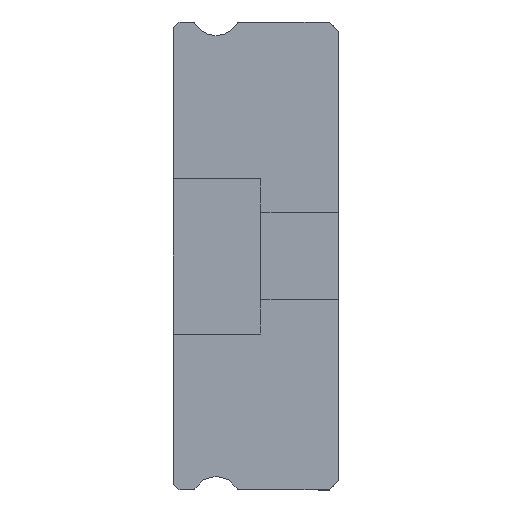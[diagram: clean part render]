
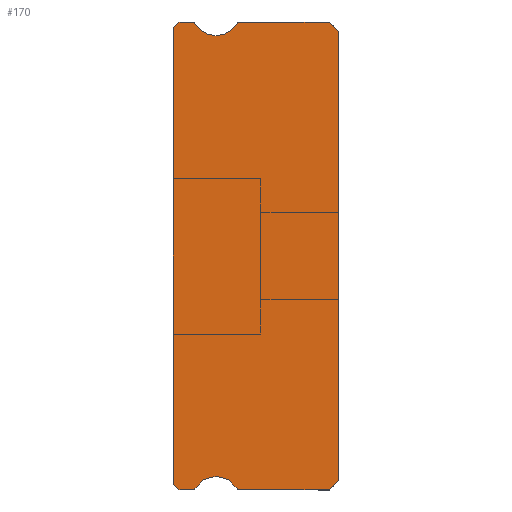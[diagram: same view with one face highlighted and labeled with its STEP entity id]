
A CAD part, left-side view. The second image highlights one B-rep face of the part: STEP entity #170.
In plain terms, the highlighted planar face has unit normal (-1, 0, 0).
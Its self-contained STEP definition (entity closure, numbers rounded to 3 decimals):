
#19 = CARTESIAN_POINT ( 'NONE',  ( -5., 6.3, 12.55 ) ) ;
#65 = DIRECTION ( 'NONE',  ( 1., 0., 0. ) ) ;
#98 = CIRCLE ( 'NONE', #3005, 0.15 ) ;
#170 = ADVANCED_FACE ( 'NONE', ( #443 ), #7540, .F. ) ;
#190 = CARTESIAN_POINT ( 'NONE',  ( -5., 7.512, -12. ) ) ;
#356 = EDGE_CURVE ( 'NONE', #4113, #6433, #7168, .T. ) ;
#371 = LINE ( 'NONE', #6036, #8884 ) ;
#429 = CARTESIAN_POINT ( 'NONE',  ( -5., 6.3, -12.55 ) ) ;
#442 = EDGE_LOOP ( 'NONE', ( #7020, #7302, #7350, #1683, #5539, #549, #2656, #8535, #2699, #7919, #3773, #2845, #5425, #8727, #2294, #6708, #7471 ) ) ;
#443 = FACE_OUTER_BOUND ( 'NONE', #442, .T. ) ;
#507 = CARTESIAN_POINT ( 'NONE',  ( -5., 0., -11.5 ) ) ;
#512 = EDGE_CURVE ( 'NONE', #8631, #8776, #3013, .T. ) ;
#517 = DIRECTION ( 'NONE',  ( -1., 0., 0. ) ) ;
#538 = CARTESIAN_POINT ( 'NONE',  ( -5., 7.383, 11.925 ) ) ;
#549 = ORIENTED_EDGE ( 'NONE', *, *, #8290, .F. ) ;
#611 = CARTESIAN_POINT ( 'NONE',  ( -5., 0., 11.5 ) ) ;
#632 = LINE ( 'NONE', #9010, #7688 ) ;
#690 = EDGE_CURVE ( 'NONE', #1012, #2483, #6268, .T. ) ;
#760 = VECTOR ( 'NONE', #1611, 1000. ) ;
#779 = CIRCLE ( 'NONE', #3255, 0.15 ) ;
#864 = VERTEX_POINT ( 'NONE', #6409 ) ;
#986 = EDGE_CURVE ( 'NONE', #1012, #864, #6079, .T. ) ;
#998 = AXIS2_PLACEMENT_3D ( 'NONE', #1108, #3880, #6596 ) ;
#1007 = EDGE_CURVE ( 'NONE', #6433, #3543, #371, .T. ) ;
#1012 = VERTEX_POINT ( 'NONE', #3135 ) ;
#1028 = CARTESIAN_POINT ( 'NONE',  ( -5., 8.2, -12. ) ) ;
#1037 = VERTEX_POINT ( 'NONE', #8983 ) ;
#1090 = EDGE_CURVE ( 'NONE', #7674, #5054, #98, .T. ) ;
#1108 = CARTESIAN_POINT ( 'NONE',  ( -5., 6.3, 12.55 ) ) ;
#1295 = DIRECTION ( 'NONE',  ( 0., 0., -1. ) ) ;
#1311 = AXIS2_PLACEMENT_3D ( 'NONE', #7585, #1313, #6018 ) ;
#1313 = DIRECTION ( 'NONE',  ( 1., 0., 0. ) ) ;
#1338 = CARTESIAN_POINT ( 'NONE',  ( -5., 5.088, 11.85 ) ) ;
#1497 = CARTESIAN_POINT ( 'NONE',  ( -5., 7.512, 11.85 ) ) ;
#1611 = DIRECTION ( 'NONE',  ( 0., 1., 0. ) ) ;
#1683 = ORIENTED_EDGE ( 'NONE', *, *, #7269, .F. ) ;
#1755 = CARTESIAN_POINT ( 'NONE',  ( -5., 7.512, 12. ) ) ;
#1797 = DIRECTION ( 'NONE',  ( 0., 0.707, -0.707 ) ) ;
#1845 = DIRECTION ( 'NONE',  ( 0., 0., -1. ) ) ;
#1856 = CARTESIAN_POINT ( 'NONE',  ( -5., 5.217, 11.925 ) ) ;
#1979 = LINE ( 'NONE', #6873, #3015 ) ;
#2076 = VECTOR ( 'NONE', #5561, 1000. ) ;
#2109 = DIRECTION ( 'NONE',  ( 0., 0., 1. ) ) ;
#2294 = ORIENTED_EDGE ( 'NONE', *, *, #3779, .F. ) ;
#2410 = VERTEX_POINT ( 'NONE', #538 ) ;
#2483 = VERTEX_POINT ( 'NONE', #3353 ) ;
#2605 = CARTESIAN_POINT ( 'NONE',  ( -5., 8.2, 12. ) ) ;
#2656 = ORIENTED_EDGE ( 'NONE', *, *, #4309, .F. ) ;
#2683 = CARTESIAN_POINT ( 'NONE',  ( -5., 5.088, -11.85 ) ) ;
#2699 = ORIENTED_EDGE ( 'NONE', *, *, #690, .T. ) ;
#2820 = DIRECTION ( 'NONE',  ( 0., 0., 1. ) ) ;
#2845 = ORIENTED_EDGE ( 'NONE', *, *, #1090, .F. ) ;
#3000 = EDGE_CURVE ( 'NONE', #2410, #1037, #8900, .T. ) ;
#3005 = AXIS2_PLACEMENT_3D ( 'NONE', #1338, #6953, #7697 ) ;
#3013 = CIRCLE ( 'NONE', #8165, 1.25 ) ;
#3015 = VECTOR ( 'NONE', #8989, 1000. ) ;
#3135 = CARTESIAN_POINT ( 'NONE',  ( -5., 0., -11.5 ) ) ;
#3158 = EDGE_CURVE ( 'NONE', #1037, #7674, #8034, .T. ) ;
#3162 = CARTESIAN_POINT ( 'NONE',  ( -5., 7.512, 12. ) ) ;
#3255 = AXIS2_PLACEMENT_3D ( 'NONE', #6637, #4472, #3784 ) ;
#3353 = CARTESIAN_POINT ( 'NONE',  ( -5., 0., 11.5 ) ) ;
#3454 = CARTESIAN_POINT ( 'NONE',  ( -5., 8.5, 11.85 ) ) ;
#3543 = VERTEX_POINT ( 'NONE', #4285 ) ;
#3773 = ORIENTED_EDGE ( 'NONE', *, *, #8139, .F. ) ;
#3779 = EDGE_CURVE ( 'NONE', #5303, #2410, #8047, .T. ) ;
#3784 = DIRECTION ( 'NONE',  ( 0., 0., -1. ) ) ;
#3843 = LINE ( 'NONE', #1755, #6388 ) ;
#3871 = VERTEX_POINT ( 'NONE', #4270 ) ;
#3880 = DIRECTION ( 'NONE',  ( -1., 0., 0. ) ) ;
#4008 = DIRECTION ( 'NONE',  ( 0., 0., -1. ) ) ;
#4072 = VERTEX_POINT ( 'NONE', #2605 ) ;
#4074 = VERTEX_POINT ( 'NONE', #7356 ) ;
#4090 = CARTESIAN_POINT ( 'NONE',  ( -5., 8.2, -12. ) ) ;
#4113 = VERTEX_POINT ( 'NONE', #6700 ) ;
#4201 = VECTOR ( 'NONE', #2820, 1000. ) ;
#4270 = CARTESIAN_POINT ( 'NONE',  ( -5., 0.5, 12. ) ) ;
#4285 = CARTESIAN_POINT ( 'NONE',  ( -5., 7.512, -12. ) ) ;
#4309 = EDGE_CURVE ( 'NONE', #864, #4582, #7203, .T. ) ;
#4472 = DIRECTION ( 'NONE',  ( 1., 0., 0. ) ) ;
#4582 = VERTEX_POINT ( 'NONE', #6644 ) ;
#5054 = VERTEX_POINT ( 'NONE', #7509 ) ;
#5303 = VERTEX_POINT ( 'NONE', #3162 ) ;
#5344 = DIRECTION ( 'NONE',  ( 0., 1., 0. ) ) ;
#5425 = ORIENTED_EDGE ( 'NONE', *, *, #3158, .F. ) ;
#5495 = DIRECTION ( 'NONE',  ( 1., 0., 0. ) ) ;
#5539 = ORIENTED_EDGE ( 'NONE', *, *, #512, .F. ) ;
#5561 = DIRECTION ( 'NONE',  ( 0., -0.707, -0.707 ) ) ;
#5668 = VECTOR ( 'NONE', #2109, 1000. ) ;
#6018 = DIRECTION ( 'NONE',  ( 0., 0., -1. ) ) ;
#6036 = CARTESIAN_POINT ( 'NONE',  ( -5., 7.512, -12. ) ) ;
#6079 = LINE ( 'NONE', #507, #7710 ) ;
#6198 = CARTESIAN_POINT ( 'NONE',  ( -5., 7.383, -11.925 ) ) ;
#6268 = LINE ( 'NONE', #611, #4201 ) ;
#6338 = EDGE_CURVE ( 'NONE', #3871, #2483, #7502, .T. ) ;
#6370 = DIRECTION ( 'NONE',  ( -1., 0., 0. ) ) ;
#6388 = VECTOR ( 'NONE', #8763, 1000. ) ;
#6409 = CARTESIAN_POINT ( 'NONE',  ( -5., 0.5, -12. ) ) ;
#6433 = VERTEX_POINT ( 'NONE', #4090 ) ;
#6596 = DIRECTION ( 'NONE',  ( 0., 0., -1. ) ) ;
#6637 = CARTESIAN_POINT ( 'NONE',  ( -5., 7.512, -11.85 ) ) ;
#6644 = CARTESIAN_POINT ( 'NONE',  ( -5., 5.088, -12. ) ) ;
#6700 = CARTESIAN_POINT ( 'NONE',  ( -5., 8.5, -11.7 ) ) ;
#6708 = ORIENTED_EDGE ( 'NONE', *, *, #8721, .T. ) ;
#6873 = CARTESIAN_POINT ( 'NONE',  ( -5., 8.5, 11.7 ) ) ;
#6953 = DIRECTION ( 'NONE',  ( 1., 0., 0. ) ) ;
#6958 = LINE ( 'NONE', #3454, #5668 ) ;
#7020 = ORIENTED_EDGE ( 'NONE', *, *, #8429, .F. ) ;
#7168 = LINE ( 'NONE', #1028, #8027 ) ;
#7203 = LINE ( 'NONE', #190, #760 ) ;
#7269 = EDGE_CURVE ( 'NONE', #8776, #3543, #779, .T. ) ;
#7292 = AXIS2_PLACEMENT_3D ( 'NONE', #19, #6370, #7714 ) ;
#7302 = ORIENTED_EDGE ( 'NONE', *, *, #356, .T. ) ;
#7350 = ORIENTED_EDGE ( 'NONE', *, *, #1007, .T. ) ;
#7356 = CARTESIAN_POINT ( 'NONE',  ( -5., 8.5, 11.7 ) ) ;
#7471 = ORIENTED_EDGE ( 'NONE', *, *, #8283, .T. ) ;
#7502 = LINE ( 'NONE', #8921, #2076 ) ;
#7509 = CARTESIAN_POINT ( 'NONE',  ( -5., 5.088, 12. ) ) ;
#7518 = DIRECTION ( 'NONE',  ( 0., -1., 0. ) ) ;
#7540 = PLANE ( 'NONE',  #1311 ) ;
#7585 = CARTESIAN_POINT ( 'NONE',  ( -5., 7.512, 11.85 ) ) ;
#7674 = VERTEX_POINT ( 'NONE', #1856 ) ;
#7688 = VECTOR ( 'NONE', #5344, 1000. ) ;
#7697 = DIRECTION ( 'NONE',  ( 0., 0., -1. ) ) ;
#7710 = VECTOR ( 'NONE', #1797, 1000. ) ;
#7714 = DIRECTION ( 'NONE',  ( 0., 0., -1. ) ) ;
#7728 = AXIS2_PLACEMENT_3D ( 'NONE', #2683, #5495, #1845 ) ;
#7919 = ORIENTED_EDGE ( 'NONE', *, *, #6338, .F. ) ;
#8027 = VECTOR ( 'NONE', #8538, 1000. ) ;
#8034 = CIRCLE ( 'NONE', #998, 1.25 ) ;
#8047 = CIRCLE ( 'NONE', #9063, 0.15 ) ;
#8112 = CARTESIAN_POINT ( 'NONE',  ( -5., 5.217, -11.925 ) ) ;
#8139 = EDGE_CURVE ( 'NONE', #5054, #3871, #3843, .T. ) ;
#8165 = AXIS2_PLACEMENT_3D ( 'NONE', #429, #517, #1295 ) ;
#8283 = EDGE_CURVE ( 'NONE', #4072, #4074, #1979, .T. ) ;
#8290 = EDGE_CURVE ( 'NONE', #4582, #8631, #8457, .T. ) ;
#8429 = EDGE_CURVE ( 'NONE', #4113, #4074, #6958, .T. ) ;
#8457 = CIRCLE ( 'NONE', #7728, 0.15 ) ;
#8535 = ORIENTED_EDGE ( 'NONE', *, *, #986, .F. ) ;
#8538 = DIRECTION ( 'NONE',  ( 0., -0.707, -0.707 ) ) ;
#8631 = VERTEX_POINT ( 'NONE', #8112 ) ;
#8721 = EDGE_CURVE ( 'NONE', #5303, #4072, #632, .T. ) ;
#8727 = ORIENTED_EDGE ( 'NONE', *, *, #3000, .F. ) ;
#8763 = DIRECTION ( 'NONE',  ( 0., -1., 0. ) ) ;
#8776 = VERTEX_POINT ( 'NONE', #6198 ) ;
#8884 = VECTOR ( 'NONE', #7518, 1000. ) ;
#8900 = CIRCLE ( 'NONE', #7292, 1.25 ) ;
#8921 = CARTESIAN_POINT ( 'NONE',  ( -5., 0.5, 12. ) ) ;
#8983 = CARTESIAN_POINT ( 'NONE',  ( -5., 6.3, 11.3 ) ) ;
#8989 = DIRECTION ( 'NONE',  ( 0., 0.707, -0.707 ) ) ;
#9010 = CARTESIAN_POINT ( 'NONE',  ( -5., 8.2, 12. ) ) ;
#9063 = AXIS2_PLACEMENT_3D ( 'NONE', #1497, #65, #4008 ) ;
